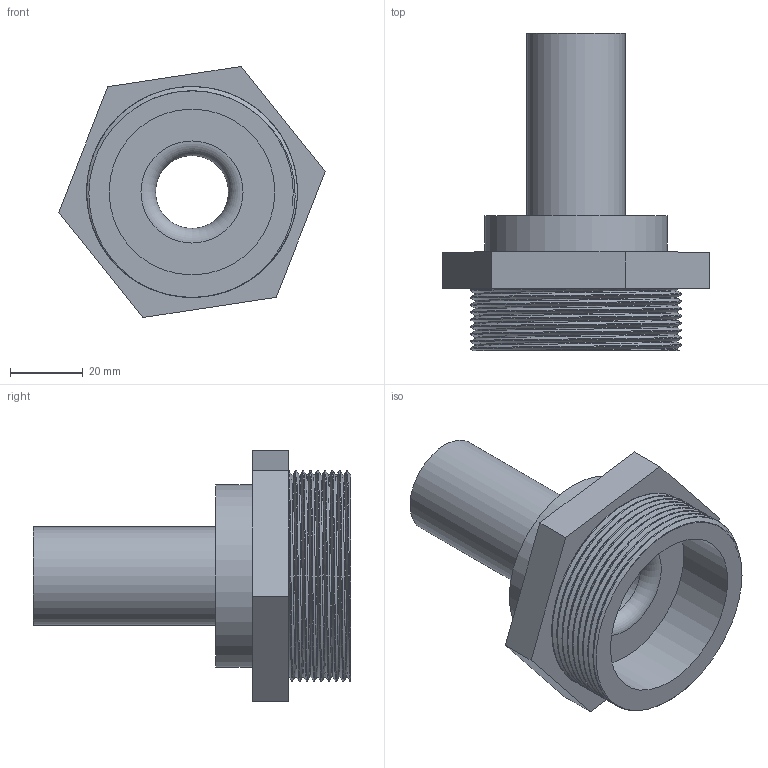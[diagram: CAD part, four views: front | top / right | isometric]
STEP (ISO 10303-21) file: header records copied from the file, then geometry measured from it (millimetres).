
FILE_DESCRIPTION(/* description */ (''),/* implementation_level */ '2;1');
FILE_NAME(/* name */ 'cr1500-evac v2.step',/* time_stamp */ '2023-06-21T09:55:50+02:00',/* author */ (''),/* organization */ (''),/* preprocessor_version */ 'ST-DEVELOPER v19.2',/* originating_system */ 'Autodesk Translation Framework v12.4.0.73',/* authorisation */ '');
FILE_SCHEMA (('AUTOMOTIVE_DESIGN { 1 0 10303 214 3 1 1 }'));
Length unit declared in the file: millimetre
Products named in the file (1): cr1500-evac
Bounding box: 73.09 x 87 x 68.87 mm (x, y, z)
Volume: 76725.3 mm3; surface area: 26260.5 mm2
Topology: 1 solids, 1 shells, 38 faces, 96 edges, 64 vertices
Faces by surface type: cylinder 23, plane 12, bspline 2, torus 1
Full cylindrical faces by diameter (mm): 20 x1, 27 x1, 45.475 x1, 50 x1, 55.524 x7, 57.822 x8
Entity records: 3570 total; most frequent: CARTESIAN_POINT 2687, ORIENTED_EDGE 192, DIRECTION 143, EDGE_CURVE 96, VERTEX_POINT 64, AXIS2_PLACEMENT_3D 52, EDGE_LOOP 44, B_SPLINE_CURVE_WITH_KNOTS 42
